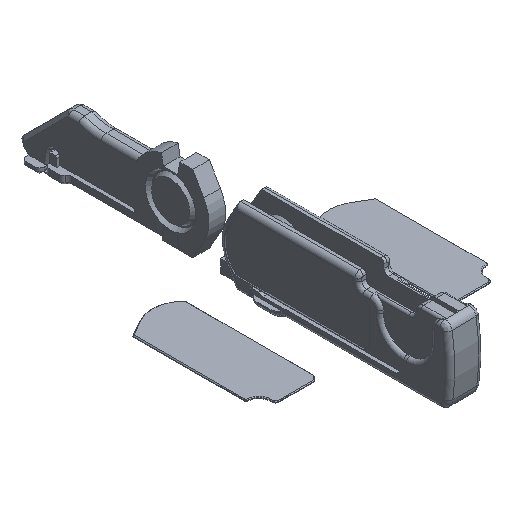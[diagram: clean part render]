
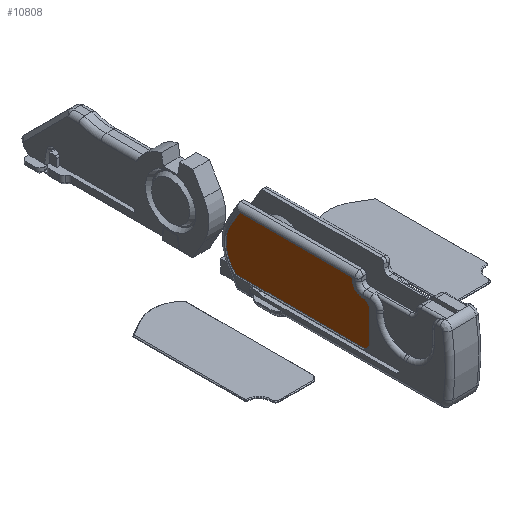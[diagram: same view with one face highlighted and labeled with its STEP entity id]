
A CAD part, isometric view. The second image highlights one B-rep face of the part: STEP entity #10808.
In plain terms, the highlighted planar face has unit normal (-1, 0, 0).
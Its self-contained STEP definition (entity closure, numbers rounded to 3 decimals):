
#553=CIRCLE('',#11593,0.7);
#554=CIRCLE('',#11595,13.6);
#557=CIRCLE('',#11599,4.8);
#559=CIRCLE('',#11603,2.7);
#561=CIRCLE('',#11606,1.7);
#1042=FACE_OUTER_BOUND('',#1632,.T.);
#1632=EDGE_LOOP('',(#9024,#9025,#9026,#9027,#9028,#9029,#9030,#9031,#9032,
#9033));
#2726=LINE('',#17413,#3935);
#2729=LINE('',#17425,#3938);
#2731=LINE('',#17429,#3940);
#2738=LINE('',#17453,#3947);
#2742=LINE('',#17468,#3951);
#3935=VECTOR('',#13953,10.);
#3938=VECTOR('',#13958,10.);
#3940=VECTOR('',#13962,10.);
#3947=VECTOR('',#13989,10.);
#3951=VECTOR('',#14007,10.);
#5010=VERTEX_POINT('',#17410);
#5011=VERTEX_POINT('',#17412);
#5014=VERTEX_POINT('',#17422);
#5015=VERTEX_POINT('',#17424);
#5016=VERTEX_POINT('',#17428);
#5018=VERTEX_POINT('',#17434);
#5020=VERTEX_POINT('',#17443);
#5022=VERTEX_POINT('',#17449);
#5025=VERTEX_POINT('',#17457);
#5026=VERTEX_POINT('',#17461);
#6403=EDGE_CURVE('',#5010,#5011,#2726,.T.);
#6407=EDGE_CURVE('',#5014,#5015,#2729,.T.);
#6409=EDGE_CURVE('',#5015,#5016,#2731,.T.);
#6414=EDGE_CURVE('',#5016,#5018,#553,.T.);
#6415=EDGE_CURVE('',#5011,#5014,#554,.T.);
#6419=EDGE_CURVE('',#5018,#5020,#557,.T.);
#6422=EDGE_CURVE('',#5020,#5022,#2738,.T.);
#6425=EDGE_CURVE('',#5025,#5010,#559,.T.);
#6428=EDGE_CURVE('',#5022,#5026,#561,.T.);
#6430=EDGE_CURVE('',#5026,#5025,#2742,.T.);
#9024=ORIENTED_EDGE('',*,*,#6407,.F.);
#9025=ORIENTED_EDGE('',*,*,#6415,.F.);
#9026=ORIENTED_EDGE('',*,*,#6403,.F.);
#9027=ORIENTED_EDGE('',*,*,#6425,.F.);
#9028=ORIENTED_EDGE('',*,*,#6430,.F.);
#9029=ORIENTED_EDGE('',*,*,#6428,.F.);
#9030=ORIENTED_EDGE('',*,*,#6422,.F.);
#9031=ORIENTED_EDGE('',*,*,#6419,.F.);
#9032=ORIENTED_EDGE('',*,*,#6414,.F.);
#9033=ORIENTED_EDGE('',*,*,#6409,.F.);
#10350=PLANE('',#11608);
#10808=ADVANCED_FACE('',(#1042),#10350,.T.);
#11593=AXIS2_PLACEMENT_3D('',#17438,#13970,#13971);
#11595=AXIS2_PLACEMENT_3D('',#17440,#13974,#13975);
#11599=AXIS2_PLACEMENT_3D('',#17447,#13983,#13984);
#11603=AXIS2_PLACEMENT_3D('',#17459,#13995,#13996);
#11606=AXIS2_PLACEMENT_3D('',#17465,#14002,#14003);
#11608=AXIS2_PLACEMENT_3D('',#17469,#14008,#14009);
#13953=DIRECTION('',(0.,1.,0.));
#13958=DIRECTION('',(0.,-0.5,0.866));
#13962=DIRECTION('',(0.,-1.,0.));
#13970=DIRECTION('center_axis',(1.,0.,0.));
#13971=DIRECTION('ref_axis',(0.,-1.,0.018));
#13974=DIRECTION('center_axis',(1.,0.,0.));
#13975=DIRECTION('ref_axis',(0.,0.866,0.5));
#13983=DIRECTION('center_axis',(-1.,0.,0.));
#13984=DIRECTION('ref_axis',(0.,0.98,0.2));
#13989=DIRECTION('',(0.,-1.,0.));
#13995=DIRECTION('center_axis',(1.,0.,0.));
#13996=DIRECTION('ref_axis',(0.,0.,-1.));
#14002=DIRECTION('center_axis',(1.,0.,0.));
#14003=DIRECTION('ref_axis',(0.,-1.,0.));
#14007=DIRECTION('',(0.,0.,-1.));
#14008=DIRECTION('center_axis',(-1.,0.,0.));
#14009=DIRECTION('ref_axis',(0.,-1.,0.));
#17410=CARTESIAN_POINT('',(-6.7,2.5,-11.2));
#17412=CARTESIAN_POINT('',(-6.7,55.533,-11.2));
#17413=CARTESIAN_POINT('',(-6.7,16.1,-11.2));
#17422=CARTESIAN_POINT('',(-6.7,57.778,5.3));
#17424=CARTESIAN_POINT('',(-6.7,53.852,12.1));
#17425=CARTESIAN_POINT('',(-6.7,55.318,9.56));
#17428=CARTESIAN_POINT('',(-6.7,7.499,12.1));
#17429=CARTESIAN_POINT('',(-6.7,41.863,12.1));
#17434=CARTESIAN_POINT('',(-6.7,6.799,11.413));
#17438=CARTESIAN_POINT('Origin',(-6.7,7.499,11.4));
#17440=CARTESIAN_POINT('Origin',(-6.7,46.,-1.5));
#17443=CARTESIAN_POINT('',(-6.7,2.,6.7));
#17447=CARTESIAN_POINT('Origin',(-6.7,2.,11.5));
#17449=CARTESIAN_POINT('',(-6.7,1.5,6.7));
#17453=CARTESIAN_POINT('',(-6.7,15.85,6.7));
#17457=CARTESIAN_POINT('',(-6.7,-0.2,-8.5));
#17459=CARTESIAN_POINT('Origin',(-6.7,2.5,-8.5));
#17461=CARTESIAN_POINT('',(-6.7,-0.2,5.));
#17465=CARTESIAN_POINT('Origin',(-6.7,1.5,5.));
#17468=CARTESIAN_POINT('',(-6.7,-0.2,2.725));
#17469=CARTESIAN_POINT('Origin',(-6.7,29.7,0.45));
